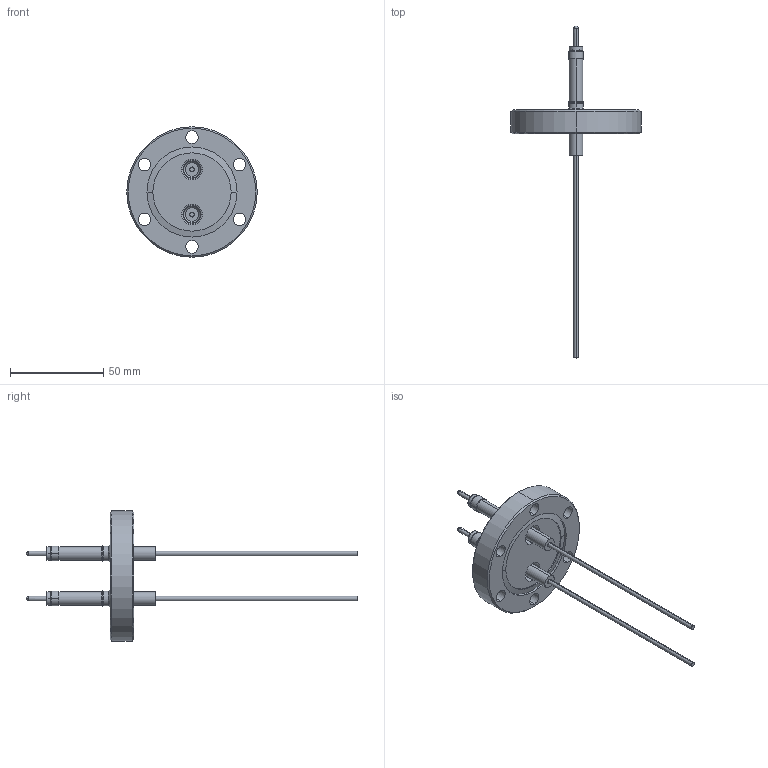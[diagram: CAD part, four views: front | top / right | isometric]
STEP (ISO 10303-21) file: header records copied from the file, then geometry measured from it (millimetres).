
FILE_DESCRIPTION (( 'STEP AP214' ), '1' );
FILE_NAME ('265-025CU20K-2-C40.STEP', '2016-03-24T09:13:12', ( 'allectra' ), ( 'Microsoft' ), 'SwSTEP 2.0', 'SolidWorks 2014', '' );
FILE_SCHEMA (( 'AUTOMOTIVE_DESIGN' ));
Length unit declared in the file: millimetre
Products named in the file (2): 265-025CU20K-2-C40
Bounding box: 69.85 x 177.8 x 69.85 mm (x, y, z)
Volume: 47185.4 mm3; surface area: 19413.2 mm2
Topology: 1 solids, 1 shells, 154 faces, 345 edges, 216 vertices
Faces by surface type: cylinder 78, cone 43, plane 25, bspline 8
Entity records: 4510 total; most frequent: CARTESIAN_POINT 861, DIRECTION 849, ORIENTED_EDGE 690, AXIS2_PLACEMENT_3D 364, EDGE_CURVE 345, CIRCLE 216, VERTEX_POINT 216, EDGE_LOOP 189
